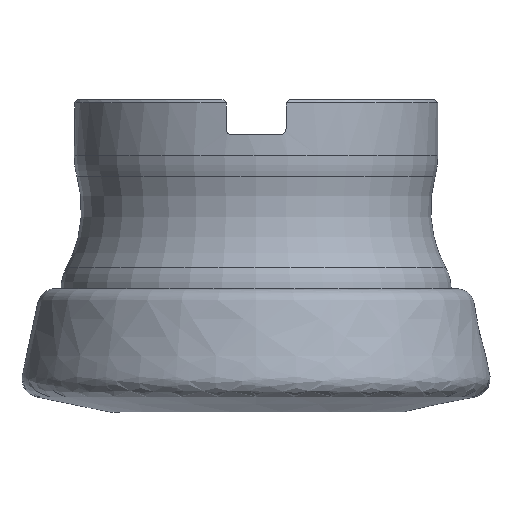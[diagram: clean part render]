
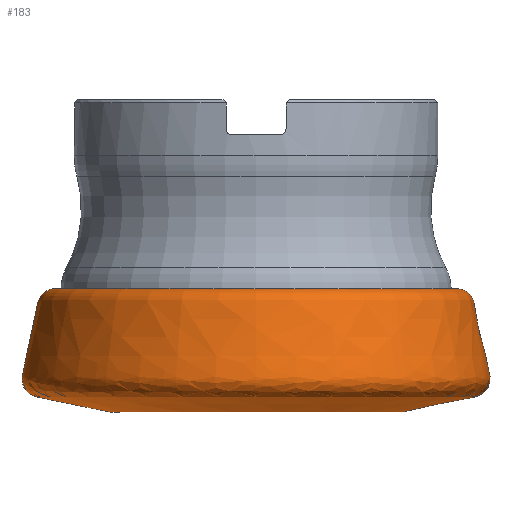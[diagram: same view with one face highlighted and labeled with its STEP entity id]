
A CAD part, front view. The second image highlights one B-rep face of the part: STEP entity #183.
In plain terms, the highlighted face is a revolution surface.
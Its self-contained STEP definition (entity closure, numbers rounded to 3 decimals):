
#36=SURFACE_OF_REVOLUTION('',#627,#37);
#37=AXIS1_PLACEMENT('',#1436,#913);
#38=VERTEX_LOOP('',#508);
#183=ADVANCED_FACE('',(#220),#36,.T.);
#220=FACE_BOUND('',#38,.T.);
#508=VERTEX_POINT('',#1393);
#627=B_SPLINE_CURVE_WITH_KNOTS('',3,(#1394,#1395,#1396,#1397,#1398,#1399,
#1400,#1401,#1402,#1403,#1404,#1405,#1406,#1407,#1408,#1409,#1410,#1411,
#1412,#1413,#1414,#1415,#1416,#1417,#1418,#1419,#1420,#1421,#1422,#1423,
#1424,#1425,#1426,#1427,#1428,#1429,#1430,#1431,#1432,#1433,#1434,#1435),
 .UNSPECIFIED.,.T.,.F.,(2,2,2,2,2,2,2,2,2,2,2,2,2,2,2,2,2,2,2,2,2,2,2),
(-0.09,0.,0.09,0.125,0.143,
0.16,0.25,0.34,0.375,
0.393,0.41,0.5,0.59,
0.625,0.643,0.66,0.75,
0.84,0.875,0.893,0.91,
1.,1.09),.UNSPECIFIED.);
#913=DIRECTION('',(0.,0.,-1.));
#1393=CARTESIAN_POINT('',(-26.104,0.,-31.967));
#1394=CARTESIAN_POINT('',(-24.153,0.,-32.371));
#1395=CARTESIAN_POINT('',(-28.056,0.,-31.562));
#1396=CARTESIAN_POINT('',(-30.007,0.,-31.158));
#1397=CARTESIAN_POINT('',(-32.731,0.,-30.594));
#1398=CARTESIAN_POINT('',(-33.556,0.,-30.754));
#1399=CARTESIAN_POINT('',(-34.54,0.,-31.398));
#1400=CARTESIAN_POINT('',(-34.826,0.,-31.677));
#1401=CARTESIAN_POINT('',(-35.272,0.,-32.328));
#1402=CARTESIAN_POINT('',(-35.427,0.,-32.688));
#1403=CARTESIAN_POINT('',(-35.926,0.,-35.025));
#1404=CARTESIAN_POINT('',(-36.343,0.,-36.976));
#1405=CARTESIAN_POINT('',(-37.176,0.,-40.878));
#1406=CARTESIAN_POINT('',(-37.592,0.,-42.829));
#1407=CARTESIAN_POINT('',(-38.174,0.,-45.553));
#1408=CARTESIAN_POINT('',(-38.019,0.,-46.376));
#1409=CARTESIAN_POINT('',(-37.38,0.,-47.355));
#1410=CARTESIAN_POINT('',(-37.103,0.,-47.638));
#1411=CARTESIAN_POINT('',(-36.454,0.,-48.08));
#1412=CARTESIAN_POINT('',(-36.094,0.,-48.233));
#1413=CARTESIAN_POINT('',(-33.756,0.,-48.717));
#1414=CARTESIAN_POINT('',(-31.805,0.,-49.121));
#1415=CARTESIAN_POINT('',(-27.903,0.,-49.93));
#1416=CARTESIAN_POINT('',(-25.951,0.,-50.334));
#1417=CARTESIAN_POINT('',(-23.227,0.,-50.898));
#1418=CARTESIAN_POINT('',(-22.402,0.,-50.738));
#1419=CARTESIAN_POINT('',(-21.418,0.,-50.094));
#1420=CARTESIAN_POINT('',(-21.133,0.,-49.815));
#1421=CARTESIAN_POINT('',(-20.686,0.,-49.165));
#1422=CARTESIAN_POINT('',(-20.531,0.,-48.804));
#1423=CARTESIAN_POINT('',(-20.032,0.,-46.467));
#1424=CARTESIAN_POINT('',(-19.615,0.,-44.516));
#1425=CARTESIAN_POINT('',(-18.782,0.,-40.614));
#1426=CARTESIAN_POINT('',(-18.366,0.,-38.663));
#1427=CARTESIAN_POINT('',(-17.784,0.,-35.939));
#1428=CARTESIAN_POINT('',(-17.939,0.,-35.116));
#1429=CARTESIAN_POINT('',(-18.578,0.,-34.137));
#1430=CARTESIAN_POINT('',(-18.855,0.,-33.854));
#1431=CARTESIAN_POINT('',(-19.505,0.,-33.412));
#1432=CARTESIAN_POINT('',(-19.864,0.,-33.259));
#1433=CARTESIAN_POINT('',(-22.202,0.,-32.775));
#1434=CARTESIAN_POINT('',(-24.153,0.,-32.371));
#1435=CARTESIAN_POINT('',(-28.056,0.,-31.562));
#1436=CARTESIAN_POINT('',(0.,0.,0.));
